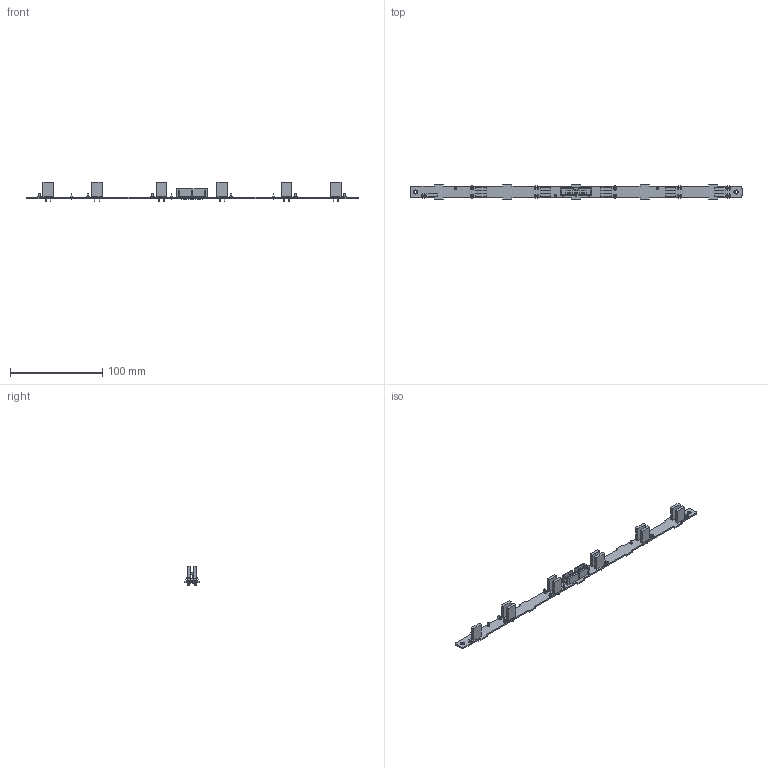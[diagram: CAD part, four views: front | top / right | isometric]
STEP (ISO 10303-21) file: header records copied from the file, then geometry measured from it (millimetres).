
FILE_DESCRIPTION(('KiCad electronic assembly'),'2;1');
FILE_NAME('ams_measurement.step','2023-08-11T23:55:02',('Pcbnew'),( 'Kicad'),'Open CASCADE STEP processor 7.7','KiCad to STEP converter' ,'Unknown');
FILE_SCHEMA(('AUTOMOTIVE_DESIGN { 1 0 10303 214 1 1 1 1 }'));
Length unit declared in the file: millimetre
Products named in the file (10): ams_measurement 1; S1961-46R; SOLID; PinHeader_1x02_P1.27mm_Vertical; 60R090; COMPOUND; IDC-Header_2x10_P2.54mm_Vertical; ams_measurement PCB
Assembly tree (31 placements, depth 3):
  ams_measurement 1
    S1961-46R  x11
      SOLID
    PinHeader_1x02_P1.27mm_Vertical  x3
      SOLID
    60R090  x11
      COMPOUND
    IDC-Header_2x10_P2.54mm_Vertical
      SOLID
    ams_measurement PCB
Bounding box: 360.5 x 16 x 20.9 mm (x, y, z)
Volume: 14476.3 mm3; surface area: 19226.6 mm2
Topology: 49 solids, 49 shells, 1594 faces, 3684 edges, 2242 vertices
Faces by surface type: plane 1255, cylinder 339
Full cylindrical faces by diameter (mm): 0.5 x16, 0.51 x22, 0.65 x6, 1 x26, 1.01 x22, 3 x2
Entity records: 46317 total; most frequent: CARTESIAN_POINT 7724, DIRECTION 6536, LINE 4632, VECTOR 4632, ORIENTED_EDGE 3360, PCURVE 3360, DEFINITIONAL_REPRESENTATION 3360, EDGE_CURVE 1680
